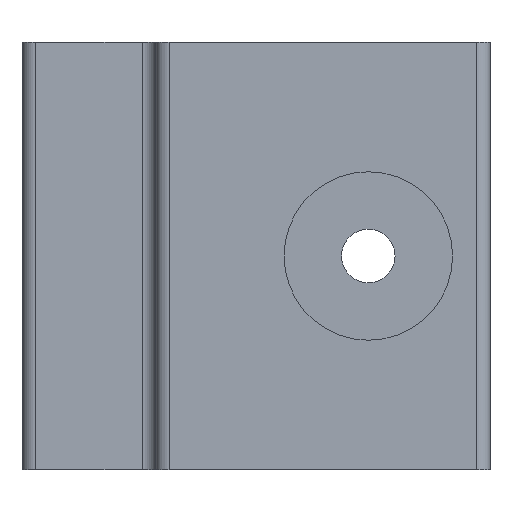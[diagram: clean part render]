
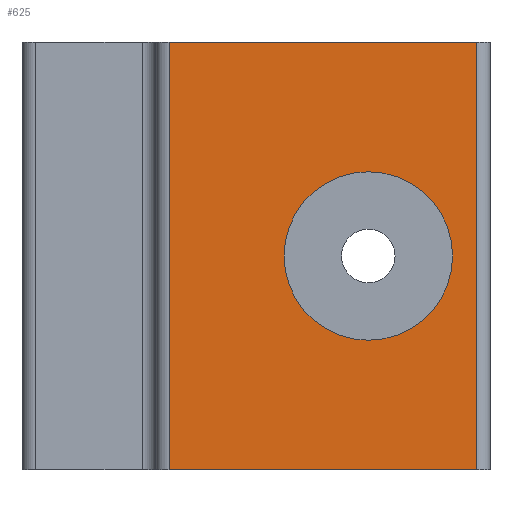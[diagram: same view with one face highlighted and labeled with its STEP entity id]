
A CAD part, front view. The second image highlights one B-rep face of the part: STEP entity #625.
In plain terms, the highlighted planar face has unit normal (0, -1, 0).
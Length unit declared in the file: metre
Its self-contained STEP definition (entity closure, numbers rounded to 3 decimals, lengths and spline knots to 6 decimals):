
#49=CIRCLE('',#694,0.00315);
#122=ORIENTED_EDGE('',*,*,#295,.F.);
#123=ORIENTED_EDGE('',*,*,#288,.F.);
#124=ORIENTED_EDGE('',*,*,#296,.T.);
#125=ORIENTED_EDGE('',*,*,#297,.T.);
#126=ORIENTED_EDGE('',*,*,#298,.T.);
#288=EDGE_CURVE('',#373,#374,#424,.T.);
#295=EDGE_CURVE('',#379,#379,#49,.T.);
#296=EDGE_CURVE('',#373,#380,#427,.T.);
#297=EDGE_CURVE('',#380,#381,#428,.T.);
#298=EDGE_CURVE('',#381,#374,#429,.F.);
#373=VERTEX_POINT('',#1024);
#374=VERTEX_POINT('',#1026);
#379=VERTEX_POINT('',#1039);
#380=VERTEX_POINT('',#1041);
#381=VERTEX_POINT('',#1043);
#424=LINE('',#1025,#480);
#427=LINE('',#1040,#483);
#428=LINE('',#1042,#484);
#429=LINE('',#1044,#485);
#480=VECTOR('',#813,1.);
#483=VECTOR('',#828,1.);
#484=VECTOR('',#829,1.);
#485=VECTOR('',#830,1.);
#520=EDGE_LOOP('',(#122));
#521=EDGE_LOOP('',(#123,#124,#125,#126));
#566=FACE_BOUND('',#520,.T.);
#567=FACE_BOUND('',#521,.T.);
#606=PLANE('',#693);
#625=ADVANCED_FACE('',(#566,#567),#606,.T.);
#693=AXIS2_PLACEMENT_3D('',#1037,#824,#825);
#694=AXIS2_PLACEMENT_3D('',#1038,#826,#827);
#813=DIRECTION('',(-1.,0.,0.));
#824=DIRECTION('',(0.,-1.,0.));
#825=DIRECTION('',(0.,0.,-1.));
#826=DIRECTION('',(0.,-1.,0.));
#827=DIRECTION('',(0.,0.,-1.));
#828=DIRECTION('',(0.,0.,1.));
#829=DIRECTION('',(-1.,0.,0.));
#830=DIRECTION('',(0.,0.,1.));
#1024=CARTESIAN_POINT('',(0.012,0.,0.));
#1025=CARTESIAN_POINT('',(0.012502,0.,0.));
#1026=CARTESIAN_POINT('',(0.0005,0.,0.));
#1037=CARTESIAN_POINT('',(0.012502,0.,0.008));
#1038=CARTESIAN_POINT('',(0.00795,0.,0.008));
#1039=CARTESIAN_POINT('',(0.00795,0.,0.00485));
#1040=CARTESIAN_POINT('',(0.012,0.,0.008));
#1041=CARTESIAN_POINT('',(0.012,0.,0.016));
#1042=CARTESIAN_POINT('',(0.012502,0.,0.016));
#1043=CARTESIAN_POINT('',(0.0005,0.,0.016));
#1044=CARTESIAN_POINT('',(0.0005,0.,0.008));
